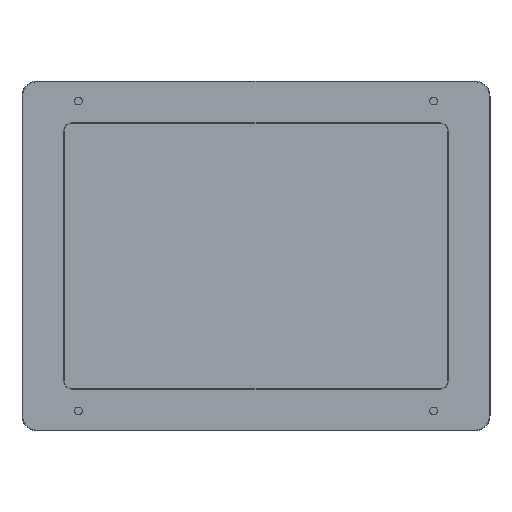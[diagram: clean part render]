
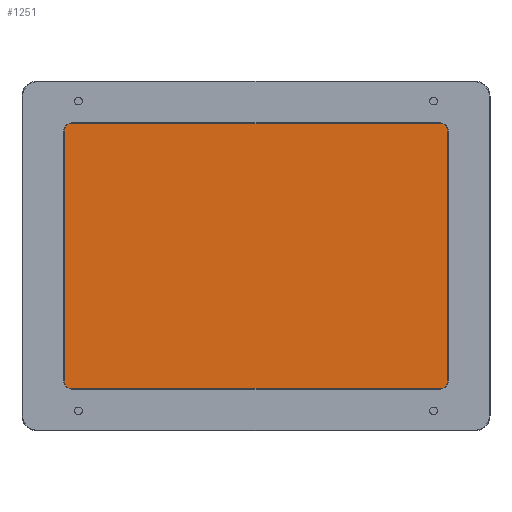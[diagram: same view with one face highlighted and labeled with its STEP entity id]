
A CAD part, front view. The second image highlights one B-rep face of the part: STEP entity #1251.
In plain terms, the highlighted planar face has unit normal (0, -1, 0).
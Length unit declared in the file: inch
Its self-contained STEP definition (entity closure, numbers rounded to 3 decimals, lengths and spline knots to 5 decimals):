
#65=FACE_OUTER_BOUND('',#149,.T.);
#149=EDGE_LOOP('',(#839,#840,#841,#842,#843,#844,#845,#846));
#243=CIRCLE('',#1356,0.212);
#244=CIRCLE('',#1357,0.212);
#245=CIRCLE('',#1358,0.212);
#246=CIRCLE('',#1359,0.212);
#311=LINE('',#1933,#427);
#312=LINE('',#1937,#428);
#313=LINE('',#1941,#429);
#314=LINE('',#1945,#430);
#427=VECTOR('',#1511,0.3937);
#428=VECTOR('',#1514,0.3937);
#429=VECTOR('',#1517,0.3937);
#430=VECTOR('',#1520,0.3937);
#543=VERTEX_POINT('',#1931);
#544=VERTEX_POINT('',#1932);
#545=VERTEX_POINT('',#1934);
#546=VERTEX_POINT('',#1936);
#547=VERTEX_POINT('',#1938);
#548=VERTEX_POINT('',#1940);
#549=VERTEX_POINT('',#1942);
#550=VERTEX_POINT('',#1944);
#655=EDGE_CURVE('',#543,#544,#311,.T.);
#656=EDGE_CURVE('',#545,#543,#243,.T.);
#657=EDGE_CURVE('',#546,#545,#312,.T.);
#658=EDGE_CURVE('',#547,#546,#244,.T.);
#659=EDGE_CURVE('',#548,#547,#313,.T.);
#660=EDGE_CURVE('',#549,#548,#245,.T.);
#661=EDGE_CURVE('',#550,#549,#314,.T.);
#662=EDGE_CURVE('',#544,#550,#246,.T.);
#839=ORIENTED_EDGE('',*,*,#655,.F.);
#840=ORIENTED_EDGE('',*,*,#656,.F.);
#841=ORIENTED_EDGE('',*,*,#657,.F.);
#842=ORIENTED_EDGE('',*,*,#658,.F.);
#843=ORIENTED_EDGE('',*,*,#659,.F.);
#844=ORIENTED_EDGE('',*,*,#660,.F.);
#845=ORIENTED_EDGE('',*,*,#661,.F.);
#846=ORIENTED_EDGE('',*,*,#662,.F.);
#1207=PLANE('',#1355);
#1251=ADVANCED_FACE('',(#65),#1207,.F.);
#1355=AXIS2_PLACEMENT_3D('',#1930,#1509,#1510);
#1356=AXIS2_PLACEMENT_3D('',#1935,#1512,#1513);
#1357=AXIS2_PLACEMENT_3D('',#1939,#1515,#1516);
#1358=AXIS2_PLACEMENT_3D('',#1943,#1518,#1519);
#1359=AXIS2_PLACEMENT_3D('',#1946,#1521,#1522);
#1509=DIRECTION('center_axis',(0.,1.,0.));
#1510=DIRECTION('ref_axis',(1.,0.,0.));
#1511=DIRECTION('',(1.,0.,0.));
#1512=DIRECTION('center_axis',(0.,1.,0.));
#1513=DIRECTION('ref_axis',(-1.,0.,0.));
#1514=DIRECTION('',(0.,0.,1.));
#1515=DIRECTION('center_axis',(0.,1.,0.));
#1516=DIRECTION('ref_axis',(0.,0.,
-1.));
#1517=DIRECTION('',(-1.,0.,0.));
#1518=DIRECTION('center_axis',(0.,1.,0.));
#1519=DIRECTION('ref_axis',(1.,0.,0.));
#1520=DIRECTION('',(0.,0.,-1.));
#1521=DIRECTION('center_axis',(0.,1.,0.));
#1522=DIRECTION('ref_axis',(0.,0.,
1.));
#1930=CARTESIAN_POINT('Origin',(5.92575,-6.97317,-3.01028));
#1931=CARTESIAN_POINT('',(1.265,-6.97317,0.40172));
#1932=CARTESIAN_POINT('',(10.60075,-6.97317,0.40172));
#1933=CARTESIAN_POINT('',(8.26681,-6.97317,0.40172));
#1934=CARTESIAN_POINT('',(1.053,-6.97317,0.18972));
#1935=CARTESIAN_POINT('Origin',(1.265,-6.97317,0.18972));
#1936=CARTESIAN_POINT('',(1.053,-6.97317,-6.13382));
#1937=CARTESIAN_POINT('',(1.053,-6.97317,-1.39116));
#1938=CARTESIAN_POINT('',(1.265,-6.97317,-6.34582));
#1939=CARTESIAN_POINT('Origin',(1.265,-6.97317,-6.13382));
#1940=CARTESIAN_POINT('',(10.60075,-6.97317,-6.34582));
#1941=CARTESIAN_POINT('',(3.59894,-6.97317,-6.34582));
#1942=CARTESIAN_POINT('',(10.81275,-6.97317,-6.13382));
#1943=CARTESIAN_POINT('Origin',(10.60075,-6.97317,-6.13382));
#1944=CARTESIAN_POINT('',(10.81275,-6.97317,0.18972));
#1945=CARTESIAN_POINT('',(10.81275,-6.97317,-4.55294));
#1946=CARTESIAN_POINT('Origin',(10.60075,-6.97317,0.18972));
